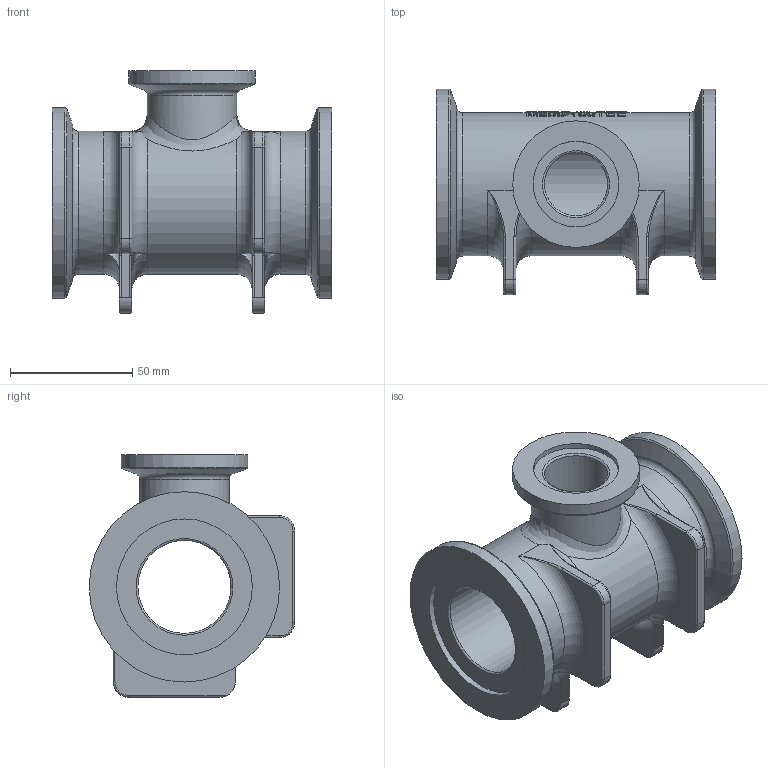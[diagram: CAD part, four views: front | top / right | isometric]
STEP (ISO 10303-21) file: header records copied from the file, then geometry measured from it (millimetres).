
FILE_DESCRIPTION(/* description */ ('2" Manifold Tee w/ 1" Side Port'),/* implementation_level */ '2;1');
FILE_NAME(/* name */ 'M200100TEE.stp',/* time_stamp */ '2014-11-21T10:06:20-05:00',/* author */ ('ETQ'),/* organization */ (''),/* preprocessor_version */ 'ST-DEVELOPER v15.2',/* originating_system */ 'Autodesk Inventor 2014',/* authorisation */ '');
FILE_SCHEMA (('AUTOMOTIVE_DESIGN { 1 0 10303 214 3 1 1 }'));
Length unit declared in the file: inch
Products named in the file (1): M200100TEE
Bounding box: 114.3 x 84.2 x 99.31 mm (x, y, z)
Volume: 242848.7 mm3; surface area: 60893.2 mm2
Topology: 1 solids, 1 shells, 433 faces, 1152 edges, 753 vertices
Faces by surface type: plane 202, bspline 119, cylinder 80, torus 29, cone 3
Full cylindrical faces by diameter (mm): 25.908 x1, 35.052 x1, 36.576 x1, 38.1 x1, 51.816 x1, 55.626 x2, 58.674 x1, 77.978 x2
Entity records: 15888 total; most frequent: CARTESIAN_POINT 6099, ORIENTED_EDGE 2162, DIRECTION 1722, EDGE_CURVE 1081, VERTEX_POINT 720, AXIS2_PLACEMENT_3D 605, LINE 512, VECTOR 512
